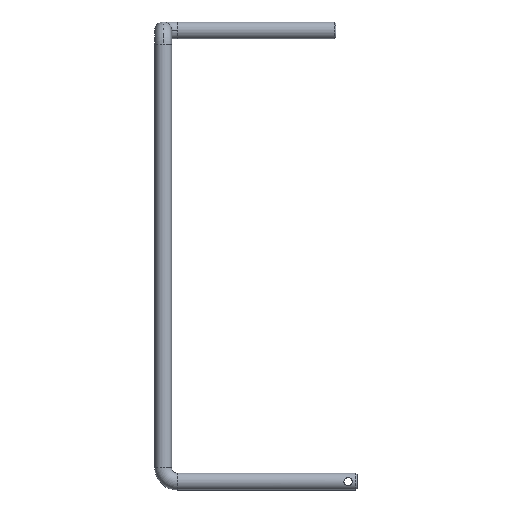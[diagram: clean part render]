
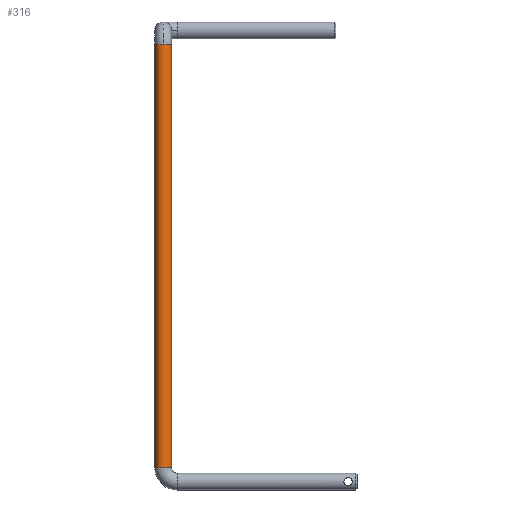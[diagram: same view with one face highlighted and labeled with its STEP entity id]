
A CAD part, front view. The second image highlights one B-rep face of the part: STEP entity #316.
In plain terms, the highlighted cylindrical face has radius 6 mm (diameter 12 mm), a partial arc.
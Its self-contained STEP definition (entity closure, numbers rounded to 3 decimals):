
#17 = EDGE_CURVE ( 'NONE', #162, #142, #436, .T. ) ;
#24 = DIRECTION ( 'NONE',  ( 0., 0., -1. ) ) ;
#50 = VERTEX_POINT ( 'NONE', #578 ) ;
#54 = EDGE_CURVE ( 'NONE', #50, #60, #444, .T. ) ;
#60 = VERTEX_POINT ( 'NONE', #152 ) ;
#81 = DIRECTION ( 'NONE',  ( -1., 0., 0. ) ) ;
#86 = AXIS2_PLACEMENT_3D ( 'NONE', #369, #532, #760 ) ;
#112 = ORIENTED_EDGE ( 'NONE', *, *, #54, .T. ) ;
#116 = AXIS2_PLACEMENT_3D ( 'NONE', #569, #24, #81 ) ;
#124 = DIRECTION ( 'NONE',  ( 0., 0., -1. ) ) ;
#125 = DIRECTION ( 'NONE',  ( 0., 0., -1. ) ) ;
#142 = VERTEX_POINT ( 'NONE', #437 ) ;
#144 = CARTESIAN_POINT ( 'NONE',  ( 6., 0., 152. ) ) ;
#152 = CARTESIAN_POINT ( 'NONE',  ( 0., -6., 152. ) ) ;
#162 = VERTEX_POINT ( 'NONE', #172 ) ;
#164 = EDGE_CURVE ( 'NONE', #676, #142, #269, .T. ) ;
#172 = CARTESIAN_POINT ( 'NONE',  ( -6., 0., 152. ) ) ;
#218 = CIRCLE ( 'NONE', #698, 6. ) ;
#247 = FACE_OUTER_BOUND ( 'NONE', #583, .T. ) ;
#269 = CIRCLE ( 'NONE', #86, 6. ) ;
#280 = CARTESIAN_POINT ( 'NONE',  ( 0., 0., 152. ) ) ;
#316 = ADVANCED_FACE ( 'NONE', ( #247 ), #505, .T. ) ;
#326 = DIRECTION ( 'NONE',  ( 0., 0., -1. ) ) ;
#365 = CARTESIAN_POINT ( 'NONE',  ( 6., 0., -152. ) ) ;
#369 = CARTESIAN_POINT ( 'NONE',  ( 0., 0., -152. ) ) ;
#383 = ORIENTED_EDGE ( 'NONE', *, *, #615, .T. ) ;
#388 = DIRECTION ( 'NONE',  ( -1., 0., 0. ) ) ;
#389 = ORIENTED_EDGE ( 'NONE', *, *, #588, .F. ) ;
#410 = ORIENTED_EDGE ( 'NONE', *, *, #17, .T. ) ;
#436 = LINE ( 'NONE', #768, #704 ) ;
#437 = CARTESIAN_POINT ( 'NONE',  ( -6., 0., -152. ) ) ;
#444 = CIRCLE ( 'NONE', #621, 6. ) ;
#505 = CYLINDRICAL_SURFACE ( 'NONE', #116, 6. ) ;
#532 = DIRECTION ( 'NONE',  ( 0., 0., -1. ) ) ;
#536 = DIRECTION ( 'NONE',  ( 0., 0., -1. ) ) ;
#569 = CARTESIAN_POINT ( 'NONE',  ( 0., 0., 152. ) ) ;
#578 = CARTESIAN_POINT ( 'NONE',  ( 6., 0., 152. ) ) ;
#583 = EDGE_LOOP ( 'NONE', ( #389, #112, #383, #410, #675 ) ) ;
#588 = EDGE_CURVE ( 'NONE', #50, #676, #720, .T. ) ;
#615 = EDGE_CURVE ( 'NONE', #60, #162, #218, .T. ) ;
#621 = AXIS2_PLACEMENT_3D ( 'NONE', #695, #125, #754 ) ;
#675 = ORIENTED_EDGE ( 'NONE', *, *, #164, .F. ) ;
#676 = VERTEX_POINT ( 'NONE', #365 ) ;
#690 = VECTOR ( 'NONE', #124, 1000. ) ;
#695 = CARTESIAN_POINT ( 'NONE',  ( 0., 0., 152. ) ) ;
#698 = AXIS2_PLACEMENT_3D ( 'NONE', #280, #326, #388 ) ;
#704 = VECTOR ( 'NONE', #536, 1000. ) ;
#720 = LINE ( 'NONE', #144, #690 ) ;
#754 = DIRECTION ( 'NONE',  ( -1., 0., 0. ) ) ;
#760 = DIRECTION ( 'NONE',  ( -1., 0., 0. ) ) ;
#768 = CARTESIAN_POINT ( 'NONE',  ( -6., 0., 152. ) ) ;
